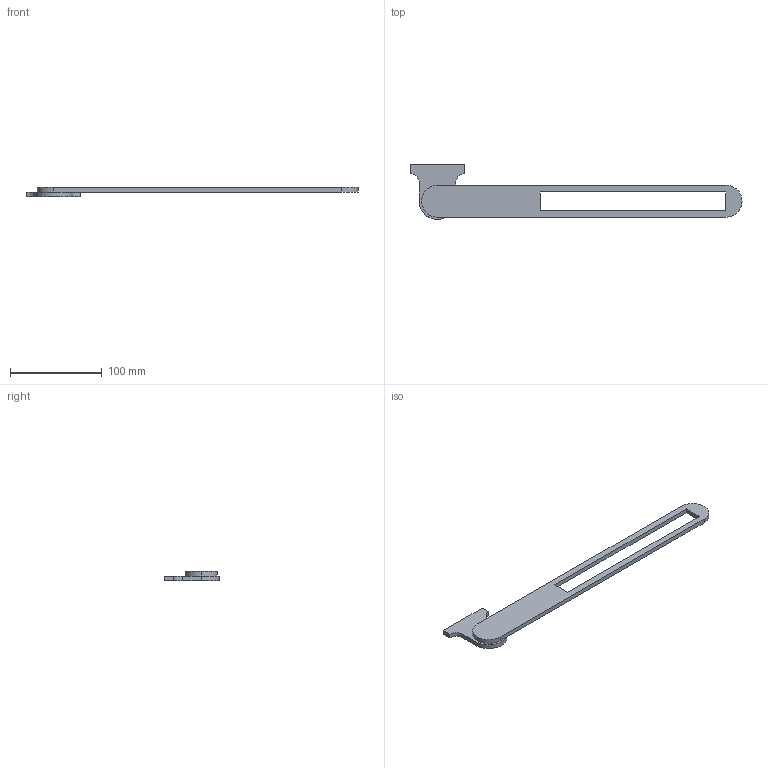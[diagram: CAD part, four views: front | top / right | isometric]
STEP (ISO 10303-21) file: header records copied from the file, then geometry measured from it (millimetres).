
FILE_DESCRIPTION (( 'STEP AP203' ), '1' );
FILE_NAME ('Kickstand_Default_sldprt.STEP', '2022-09-02T14:24:16', ( '' ), ( '' ), 'SwSTEP 2.0', 'SolidWorks 2021', '' );
FILE_SCHEMA (( 'CONFIG_CONTROL_DESIGN' ));
Length unit declared in the file: millimetre
Products named in the file (1): Kickstand_Default_sldprt
Bounding box: 362.5 x 60 x 10 mm (x, y, z)
Volume: 51991.8 mm3; surface area: 25540 mm2
Topology: 1 solids, 1 shells, 21 faces, 55 edges, 36 vertices
Faces by surface type: plane 15, cylinder 6
Entity records: 727 total; most frequent: CARTESIAN_POINT 113, DIRECTION 112, ORIENTED_EDGE 110, EDGE_CURVE 55, LINE 42, VECTOR 42, VERTEX_POINT 36, AXIS2_PLACEMENT_3D 35
